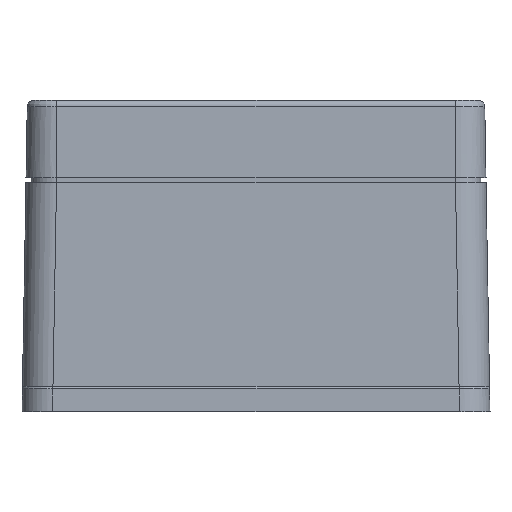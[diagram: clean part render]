
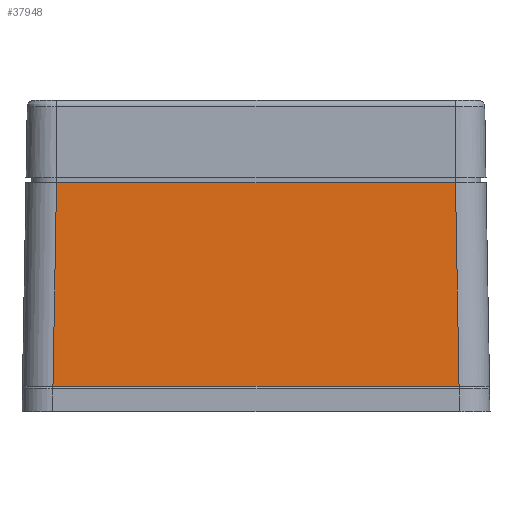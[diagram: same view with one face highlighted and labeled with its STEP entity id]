
A CAD part, left-side view. The second image highlights one B-rep face of the part: STEP entity #37948.
In plain terms, the highlighted planar face has unit normal (-1, 0, 0.018).
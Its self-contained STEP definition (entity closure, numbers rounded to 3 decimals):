
#2325=PLANE('',#40945);
#4269=FACE_OUTER_BOUND('',#6474,.T.);
#6474=EDGE_LOOP('',(#33762,#33763,#33764,#33765));
#11441=LINE('',#64475,#15535);
#11490=LINE('',#64619,#15584);
#11491=LINE('',#64630,#15585);
#11492=LINE('',#64631,#15586);
#15535=VECTOR('',#50437,1.);
#15584=VECTOR('',#50574,1.);
#15585=VECTOR('',#50579,1.);
#15586=VECTOR('',#50580,1.);
#18796=VERTEX_POINT('',#64472);
#18797=VERTEX_POINT('',#64474);
#18836=VERTEX_POINT('',#64618);
#18838=VERTEX_POINT('',#64629);
#23803=EDGE_CURVE('',#18796,#18797,#11441,.T.);
#23870=EDGE_CURVE('',#18797,#18836,#11490,.T.);
#23873=EDGE_CURVE('',#18796,#18838,#11491,.T.);
#23874=EDGE_CURVE('',#18838,#18836,#11492,.T.);
#33762=ORIENTED_EDGE('',*,*,#23873,.T.);
#33763=ORIENTED_EDGE('',*,*,#23874,.T.);
#33764=ORIENTED_EDGE('',*,*,#23870,.F.);
#33765=ORIENTED_EDGE('',*,*,#23803,.F.);
#37948=ADVANCED_FACE('',(#4269),#2325,.T.);
#40945=AXIS2_PLACEMENT_3D('',#64628,#50577,#50578);
#50437=DIRECTION('',(0.,-1.,0.));
#50574=DIRECTION('',(-0.017,-0.017,-1.));
#50577=DIRECTION('center_axis',(-1.,0.,
0.017));
#50578=DIRECTION('ref_axis',(0.,-1.,0.));
#50579=DIRECTION('',(-0.017,0.017,-1.));
#50580=DIRECTION('',(0.,-1.,0.));
#64472=CARTESIAN_POINT('',(-79.715,23.001,-127.083));
#64474=CARTESIAN_POINT('',(-79.715,-55.429,-127.083));
#64475=CARTESIAN_POINT('',(-79.715,23.001,-127.083));
#64618=CARTESIAN_POINT('',(-80.413,-56.128,-167.083));
#64619=CARTESIAN_POINT('',(-79.715,-55.429,-127.083));
#64628=CARTESIAN_POINT('Origin',(-80.5,33.234,-172.083));
#64629=CARTESIAN_POINT('',(-80.413,23.7,-167.083));
#64630=CARTESIAN_POINT('',(-79.715,23.001,-127.083));
#64631=CARTESIAN_POINT('',(-80.413,23.7,-167.083));
